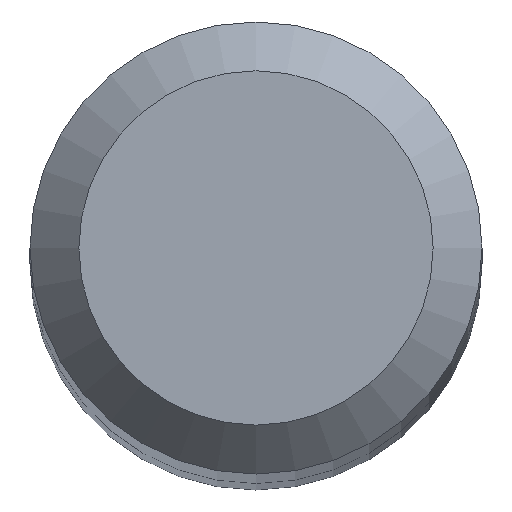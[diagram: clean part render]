
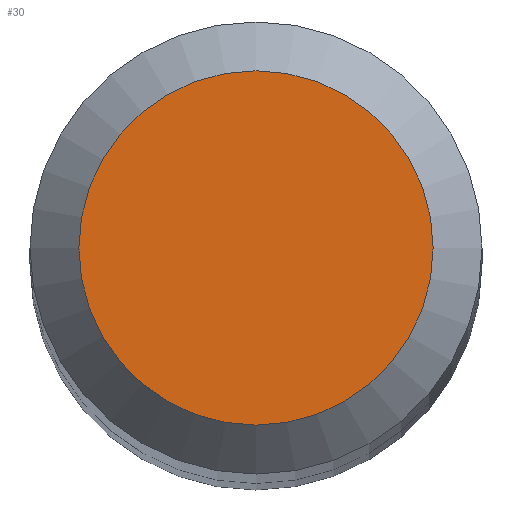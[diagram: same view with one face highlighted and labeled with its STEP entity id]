
A CAD part, top view. The second image highlights one B-rep face of the part: STEP entity #30.
In plain terms, the highlighted planar face has unit normal (0, 0, 1).
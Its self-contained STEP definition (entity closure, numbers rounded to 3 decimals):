
#28 = EDGE_CURVE ( 'NONE', #121, #121, #172, .T. ) ;
#30 = ADVANCED_FACE ( 'NONE', ( #73 ), #117, .F. ) ;
#44 = AXIS2_PLACEMENT_3D ( 'NONE', #187, #151, #185 ) ;
#46 = CARTESIAN_POINT ( 'NONE',  ( 0., 0., 38. ) ) ;
#64 = ORIENTED_EDGE ( 'NONE', *, *, #28, .F. ) ;
#69 = CARTESIAN_POINT ( 'NONE',  ( 0., 0.725, 38. ) ) ;
#73 = FACE_OUTER_BOUND ( 'NONE', #178, .T. ) ;
#117 = PLANE ( 'NONE',  #190 ) ;
#121 = VERTEX_POINT ( 'NONE', #69 ) ;
#124 = DIRECTION ( 'NONE',  ( 0., 1., 0. ) ) ;
#151 = DIRECTION ( 'NONE',  ( 0., 0., -1. ) ) ;
#172 = CIRCLE ( 'NONE', #44, 0.725 ) ;
#178 = EDGE_LOOP ( 'NONE', ( #64 ) ) ;
#185 = DIRECTION ( 'NONE',  ( 0., 1., 0. ) ) ;
#187 = CARTESIAN_POINT ( 'NONE',  ( 0., 0., 38. ) ) ;
#190 = AXIS2_PLACEMENT_3D ( 'NONE', #46, #201, #124 ) ;
#201 = DIRECTION ( 'NONE',  ( 0., 0., -1. ) ) ;
